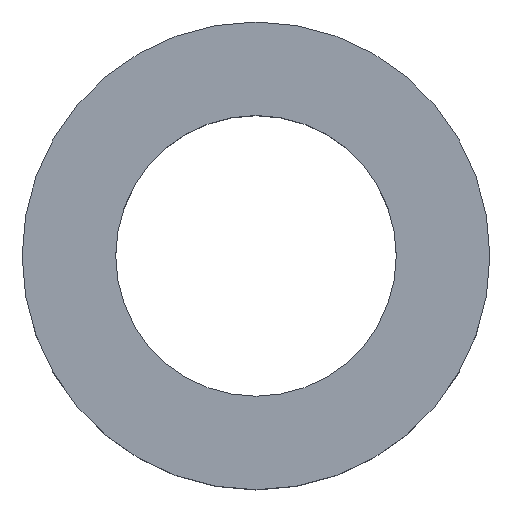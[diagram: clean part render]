
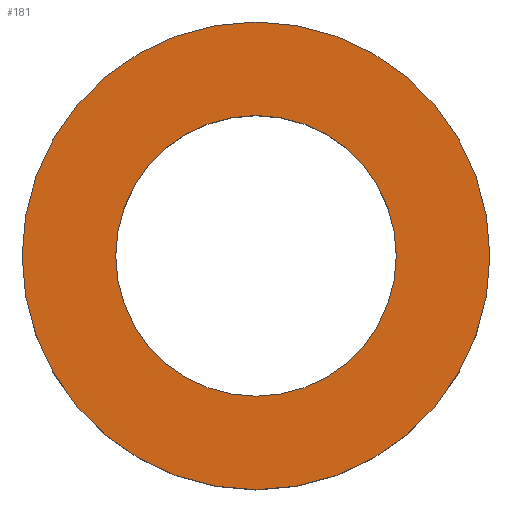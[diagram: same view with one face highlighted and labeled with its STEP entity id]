
A CAD part, top view. The second image highlights one B-rep face of the part: STEP entity #181.
In plain terms, the highlighted planar face has unit normal (0, 0, 1).
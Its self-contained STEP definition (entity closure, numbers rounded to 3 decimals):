
#4 = AXIS2_PLACEMENT_3D ( 'NONE', #140, #70, #28 ) ;
#8 = FACE_OUTER_BOUND ( 'NONE', #92, .T. ) ;
#14 = VERTEX_POINT ( 'NONE', #57 ) ;
#15 = AXIS2_PLACEMENT_3D ( 'NONE', #205, #150, #43 ) ;
#28 = DIRECTION ( 'NONE',  ( 1., 0., 0. ) ) ;
#33 = CARTESIAN_POINT ( 'NONE',  ( 0., 0., 2. ) ) ;
#43 = DIRECTION ( 'NONE',  ( 1., 0., 0. ) ) ;
#48 = DIRECTION ( 'NONE',  ( 0., 0., 1. ) ) ;
#50 = DIRECTION ( 'NONE',  ( 1., 0., 0. ) ) ;
#53 = VERTEX_POINT ( 'NONE', #59 ) ;
#57 = CARTESIAN_POINT ( 'NONE',  ( -3.5, 0., 2. ) ) ;
#59 = CARTESIAN_POINT ( 'NONE',  ( 3.5, 0., 2. ) ) ;
#64 = EDGE_CURVE ( 'NONE', #162, #72, #109, .T. ) ;
#66 = DIRECTION ( 'NONE',  ( 0., 0., 1. ) ) ;
#70 = DIRECTION ( 'NONE',  ( 0., 0., 1. ) ) ;
#72 = VERTEX_POINT ( 'NONE', #147 ) ;
#92 = EDGE_LOOP ( 'NONE', ( #202, #179 ) ) ;
#93 = CIRCLE ( 'NONE', #146, 2.1 ) ;
#109 = CIRCLE ( 'NONE', #15, 2.1 ) ;
#116 = PLANE ( 'NONE',  #117 ) ;
#117 = AXIS2_PLACEMENT_3D ( 'NONE', #168, #66, #183 ) ;
#120 = EDGE_CURVE ( 'NONE', #53, #14, #142, .T. ) ;
#125 = EDGE_CURVE ( 'NONE', #72, #162, #93, .T. ) ;
#137 = FACE_BOUND ( 'NONE', #198, .T. ) ;
#139 = AXIS2_PLACEMENT_3D ( 'NONE', #33, #152, #50 ) ;
#140 = CARTESIAN_POINT ( 'NONE',  ( 0., 0., 2. ) ) ;
#142 = CIRCLE ( 'NONE', #4, 3.5 ) ;
#146 = AXIS2_PLACEMENT_3D ( 'NONE', #151, #48, #167 ) ;
#147 = CARTESIAN_POINT ( 'NONE',  ( -2.1, 0., 2. ) ) ;
#150 = DIRECTION ( 'NONE',  ( 0., 0., 1. ) ) ;
#151 = CARTESIAN_POINT ( 'NONE',  ( 0., 0., 2. ) ) ;
#152 = DIRECTION ( 'NONE',  ( 0., 0., 1. ) ) ;
#160 = ORIENTED_EDGE ( 'NONE', *, *, #64, .F. ) ;
#162 = VERTEX_POINT ( 'NONE', #182 ) ;
#167 = DIRECTION ( 'NONE',  ( 1., 0., 0. ) ) ;
#168 = CARTESIAN_POINT ( 'NONE',  ( 0., 0., 2. ) ) ;
#172 = EDGE_CURVE ( 'NONE', #14, #53, #180, .T. ) ;
#179 = ORIENTED_EDGE ( 'NONE', *, *, #120, .T. ) ;
#180 = CIRCLE ( 'NONE', #139, 3.5 ) ;
#181 = ADVANCED_FACE ( 'NONE', ( #8, #137 ), #116, .T. ) ;
#182 = CARTESIAN_POINT ( 'NONE',  ( 2.1, 0., 2. ) ) ;
#183 = DIRECTION ( 'NONE',  ( 1., 0., 0. ) ) ;
#198 = EDGE_LOOP ( 'NONE', ( #203, #160 ) ) ;
#202 = ORIENTED_EDGE ( 'NONE', *, *, #172, .T. ) ;
#203 = ORIENTED_EDGE ( 'NONE', *, *, #125, .F. ) ;
#205 = CARTESIAN_POINT ( 'NONE',  ( 0., 0., 2. ) ) ;
